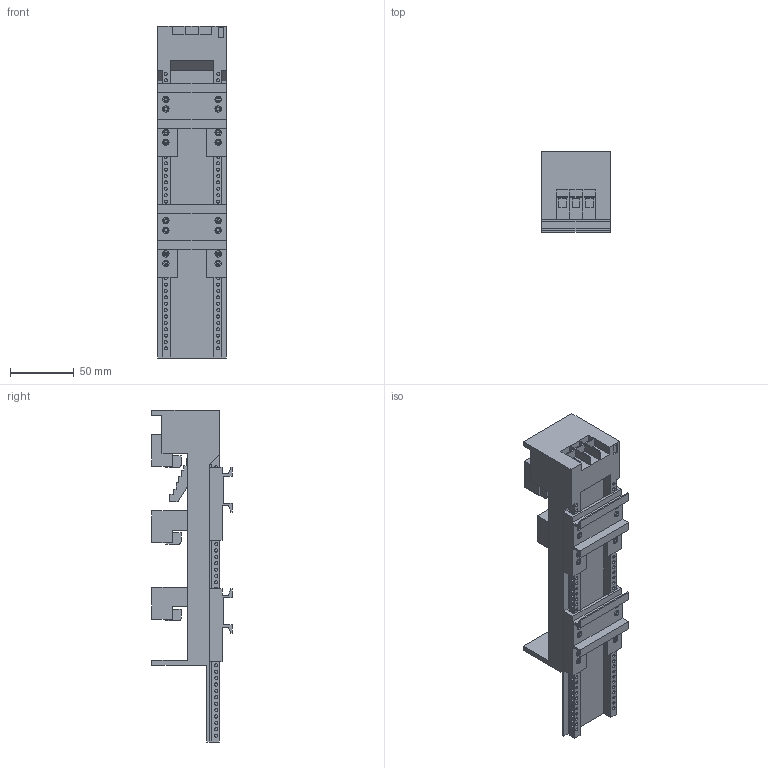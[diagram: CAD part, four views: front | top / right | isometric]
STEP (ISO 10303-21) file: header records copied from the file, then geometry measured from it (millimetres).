
FILE_DESCRIPTION(/* description */ ('STEP AP214'),/* implementation_level */ '2;1');
FILE_NAME(/* name */ '32472',/* time_stamp */ '2023-10-09T11:39:18+02:00',/* author */ ('License CC BY-ND 4.0'),/* organization */ ('CADENAS'),/* preprocessor_version */ 'ST-DEVELOPER v19.3',/* originating_system */ 'PARTsolutions',/* authorisation */ ' ');
FILE_SCHEMA (('AUTOMOTIVE_DESIGN {1 0 10303 214 3 1 1}'));
Length unit declared in the file: millimetre
Products named in the file (4): 32472; 80034CrossBoardScrew; 32948b; Basis54x260K
Assembly tree (5 placements, depth 2):
  32472
    80034CrossBoardScrew  x2
    32948b  x2
    Basis54x260K
Bounding box: 54 x 63 x 260 mm (x, y, z)
Volume: 304210 mm3; surface area: 96109.8 mm2
Topology: 5 solids, 5 shells, 678 faces, 1416 edges, 949 vertices
Faces by surface type: plane 432, cylinder 240, sphere 4, torus 2
Full cylindrical faces by diameter (mm): 2.4 x88, 2.5 x88, 3 x19, 5 x18
Entity records: 17781 total; most frequent: DIRECTION 2565, CARTESIAN_POINT 2342, ORIENTED_EDGE 1918, AXIS2_PLACEMENT_3D 1022, EDGE_LOOP 996, FACE_BOUND 996, EDGE_CURVE 959, VERTEX_POINT 767
